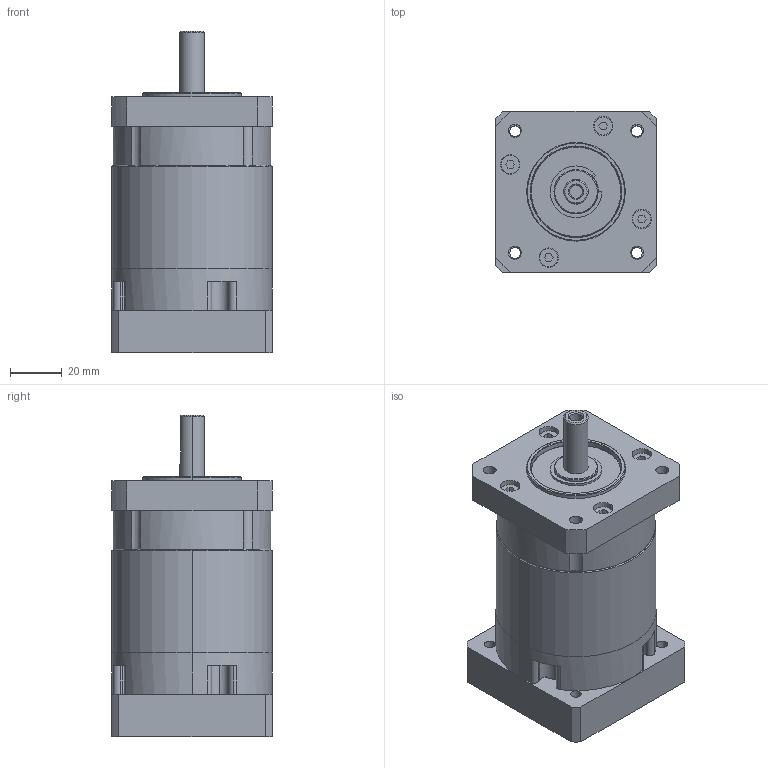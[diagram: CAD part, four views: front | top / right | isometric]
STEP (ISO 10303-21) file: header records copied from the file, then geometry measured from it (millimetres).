
FILE_DESCRIPTION (( 'STEP AP203' ), '1' );
FILE_NAME ('PG57 12-100.STEP', '2016-12-06T12:23:48', ( '' ), ( '' ), 'SwSTEP 2.0', 'SolidWorks 2016', '' );
FILE_SCHEMA (( 'CONFIG_CONTROL_DESIGN' ));
Length unit declared in the file: millimetre
Products named in the file (1): PG57 12-100
Bounding box: 62 x 62 x 124.3 mm (x, y, z)
Volume: 208566.7 mm3; surface area: 82964.1 mm2
Topology: 15 solids, 15 shells, 498 faces, 1202 edges, 788 vertices
Faces by surface type: cylinder 255, plane 172, cone 57, bspline 14
Entity records: 15809 total; most frequent: CARTESIAN_POINT 3537, DIRECTION 2732, ORIENTED_EDGE 2402, EDGE_CURVE 1201, AXIS2_PLACEMENT_3D 1095, VERTEX_POINT 788, EDGE_LOOP 615, CIRCLE 610
